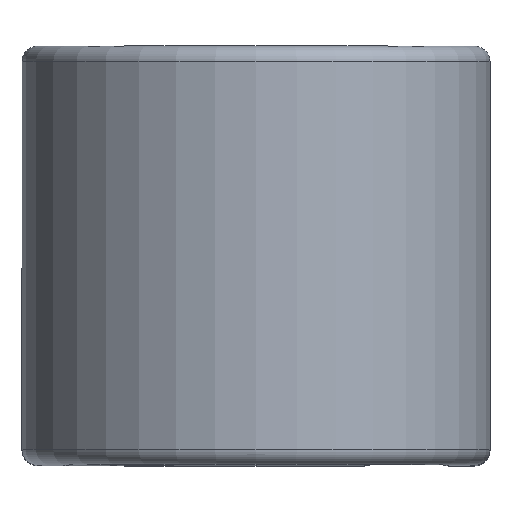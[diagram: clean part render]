
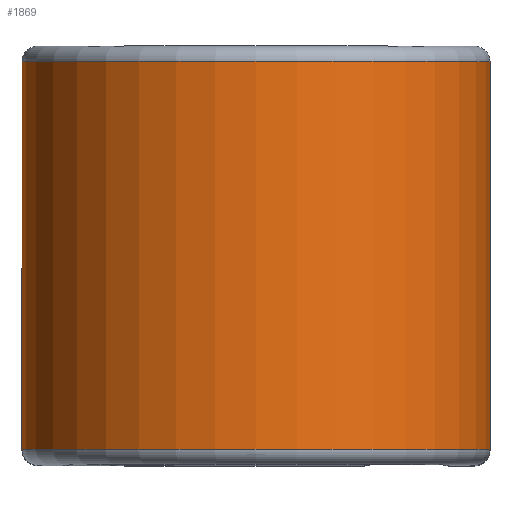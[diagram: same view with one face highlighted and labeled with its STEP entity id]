
A CAD part, top view. The second image highlights one B-rep face of the part: STEP entity #1869.
In plain terms, the highlighted cylindrical face has radius 11.532 mm (diameter 23.063 mm), a partial arc.
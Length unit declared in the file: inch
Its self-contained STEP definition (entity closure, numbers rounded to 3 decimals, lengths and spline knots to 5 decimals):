
#348 = DIRECTION ( 'NONE',  ( 0., 1., 0. ) ) ;
#354 = EDGE_CURVE ( 'NONE', #1764, #741, #2188, .T. ) ;
#359 = DIRECTION ( 'NONE',  ( 0., 0., -1. ) ) ;
#396 = ORIENTED_EDGE ( 'NONE', *, *, #2270, .F. ) ;
#578 = DIRECTION ( 'NONE',  ( 0., -1., 0. ) ) ;
#624 = FACE_OUTER_BOUND ( 'NONE', #2867, .T. ) ;
#648 = DIRECTION ( 'NONE',  ( 0., -1., 0. ) ) ;
#695 = ORIENTED_EDGE ( 'NONE', *, *, #2565, .F. ) ;
#702 = AXIS2_PLACEMENT_3D ( 'NONE', #807, #578, #359 ) ;
#719 = CARTESIAN_POINT ( 'NONE',  ( 0., 0.37625, 0.687 ) ) ;
#741 = VERTEX_POINT ( 'NONE', #2547 ) ;
#764 = CARTESIAN_POINT ( 'NONE',  ( -0.454, 0.37625, 0.687 ) ) ;
#772 = CARTESIAN_POINT ( 'NONE',  ( 0.454, 0.37625, 0.687 ) ) ;
#807 = CARTESIAN_POINT ( 'NONE',  ( 0., 0.375, 0.687 ) ) ;
#932 = CYLINDRICAL_SURFACE ( 'NONE', #702, 0.454 ) ;
#949 = DIRECTION ( 'NONE',  ( 0., 0., -1. ) ) ;
#1004 = CARTESIAN_POINT ( 'NONE',  ( 0.454, -0.37625, 0.687 ) ) ;
#1078 = VECTOR ( 'NONE', #2182, 39.37008 ) ;
#1289 = CIRCLE ( 'NONE', #2376, 0.454 ) ;
#1580 = LINE ( 'NONE', #2000, #2830 ) ;
#1764 = VERTEX_POINT ( 'NONE', #772 ) ;
#1860 = VERTEX_POINT ( 'NONE', #2224 ) ;
#1869 = ADVANCED_FACE ( 'NONE', ( #624 ), #932, .T. ) ;
#1881 = EDGE_CURVE ( 'NONE', #2305, #1764, #1580, .T. ) ;
#1953 = AXIS2_PLACEMENT_3D ( 'NONE', #719, #2374, #949 ) ;
#1995 = ORIENTED_EDGE ( 'NONE', *, *, #1881, .T. ) ;
#2000 = CARTESIAN_POINT ( 'NONE',  ( 0.454, 0.37625, 0.687 ) ) ;
#2063 = CARTESIAN_POINT ( 'NONE',  ( 0., -0.37625, 0.687 ) ) ;
#2182 = DIRECTION ( 'NONE',  ( 0., 1., 0. ) ) ;
#2188 = CIRCLE ( 'NONE', #1953, 0.454 ) ;
#2224 = CARTESIAN_POINT ( 'NONE',  ( -0.454, -0.37625, 0.687 ) ) ;
#2270 = EDGE_CURVE ( 'NONE', #1860, #741, #2969, .T. ) ;
#2297 = DIRECTION ( 'NONE',  ( 0., 0., -1. ) ) ;
#2305 = VERTEX_POINT ( 'NONE', #1004 ) ;
#2374 = DIRECTION ( 'NONE',  ( 0., -1., 0. ) ) ;
#2376 = AXIS2_PLACEMENT_3D ( 'NONE', #2063, #648, #2297 ) ;
#2547 = CARTESIAN_POINT ( 'NONE',  ( -0.454, 0.37625, 0.687 ) ) ;
#2565 = EDGE_CURVE ( 'NONE', #2305, #1860, #1289, .T. ) ;
#2665 = ORIENTED_EDGE ( 'NONE', *, *, #354, .T. ) ;
#2830 = VECTOR ( 'NONE', #348, 39.37008 ) ;
#2867 = EDGE_LOOP ( 'NONE', ( #1995, #2665, #396, #695 ) ) ;
#2969 = LINE ( 'NONE', #764, #1078 ) ;
